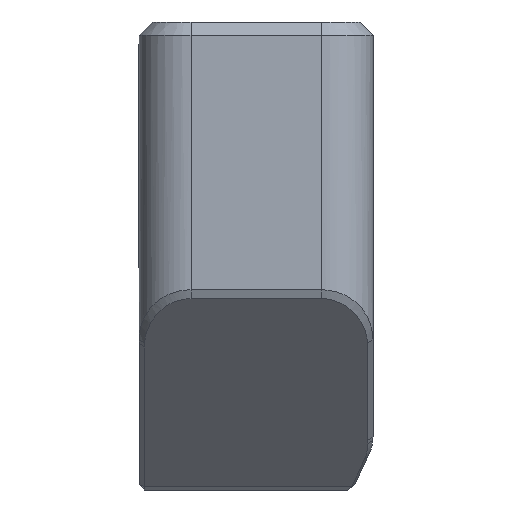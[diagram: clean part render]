
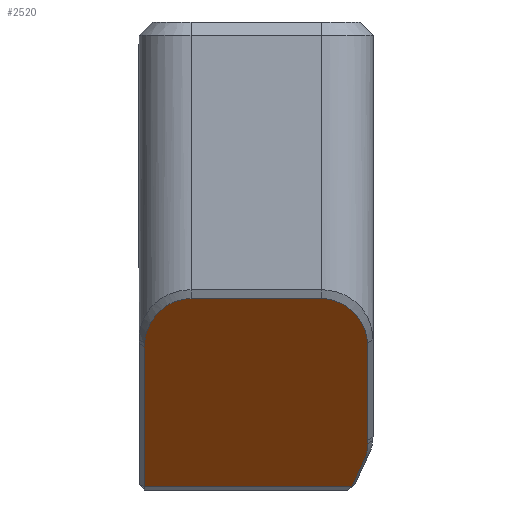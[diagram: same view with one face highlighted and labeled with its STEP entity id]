
A CAD part, left-side view. The second image highlights one B-rep face of the part: STEP entity #2520.
In plain terms, the highlighted planar face has unit normal (-0.707, 0, -0.707).
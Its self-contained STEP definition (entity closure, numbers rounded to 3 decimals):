
#221=B_SPLINE_CURVE_WITH_KNOTS('',3,(#9401,#9402,#9403,#9404),
 .UNSPECIFIED.,.F.,.F.,(4,4),(-1.571,-1.226),
 .UNSPECIFIED.);
#222=B_SPLINE_CURVE_WITH_KNOTS('',3,(#9406,#9407,#9408,#9409),
 .UNSPECIFIED.,.F.,.F.,(4,4),(-0.22,-0.18),
 .UNSPECIFIED.);
#223=B_SPLINE_CURVE_WITH_KNOTS('',3,(#9413,#9414,#9415,#9416,#9417,#9418),
 .UNSPECIFIED.,.F.,.F.,(4,1,1,4),(-6.283,-5.855,-5.426,
-4.785),.UNSPECIFIED.);
#224=B_SPLINE_CURVE_WITH_KNOTS('',3,(#9422,#9423,#9424,#9425,#9426),
 .UNSPECIFIED.,.F.,.F.,(4,1,4),(-1.5,-0.643,0.),
 .UNSPECIFIED.);
#225=B_SPLINE_CURVE_WITH_KNOTS('',3,(#9428,#9429,#9430,#9431),
 .UNSPECIFIED.,.F.,.F.,(4,4),(-1.571,-1.5),
 .UNSPECIFIED.);
#226=B_SPLINE_CURVE_WITH_KNOTS('',3,(#9438,#9439,#9440,#9441),
 .UNSPECIFIED.,.F.,.F.,(4,4),(-1.226,-1.134),
 .UNSPECIFIED.);
#349=FACE_OUTER_BOUND('',#495,.T.);
#495=EDGE_LOOP('',(#2227,#2228,#2229,#2230,#2231,#2232,#2233,#2234,#2235,
#2236,#2237));
#721=LINE('',#9411,#952);
#722=LINE('',#9420,#953);
#723=LINE('',#9433,#954);
#724=LINE('',#9435,#955);
#725=LINE('',#9437,#956);
#952=VECTOR('',#3150,10.);
#953=VECTOR('',#3151,10.);
#954=VECTOR('',#3152,10.);
#955=VECTOR('',#3153,10.);
#956=VECTOR('',#3154,10.);
#1195=VERTEX_POINT('',#9399);
#1196=VERTEX_POINT('',#9400);
#1197=VERTEX_POINT('',#9405);
#1198=VERTEX_POINT('',#9410);
#1199=VERTEX_POINT('',#9412);
#1200=VERTEX_POINT('',#9419);
#1201=VERTEX_POINT('',#9421);
#1202=VERTEX_POINT('',#9427);
#1203=VERTEX_POINT('',#9432);
#1204=VERTEX_POINT('',#9434);
#1205=VERTEX_POINT('',#9436);
#1547=EDGE_CURVE('',#1195,#1196,#221,.T.);
#1548=EDGE_CURVE('',#1197,#1195,#222,.T.);
#1549=EDGE_CURVE('',#1198,#1197,#721,.T.);
#1550=EDGE_CURVE('',#1199,#1198,#223,.T.);
#1551=EDGE_CURVE('',#1200,#1199,#722,.T.);
#1552=EDGE_CURVE('',#1201,#1200,#224,.T.);
#1553=EDGE_CURVE('',#1202,#1201,#225,.T.);
#1554=EDGE_CURVE('',#1203,#1202,#723,.T.);
#1555=EDGE_CURVE('',#1204,#1203,#724,.T.);
#1556=EDGE_CURVE('',#1205,#1204,#725,.T.);
#1557=EDGE_CURVE('',#1196,#1205,#226,.T.);
#2227=ORIENTED_EDGE('',*,*,#1547,.F.);
#2228=ORIENTED_EDGE('',*,*,#1548,.F.);
#2229=ORIENTED_EDGE('',*,*,#1549,.F.);
#2230=ORIENTED_EDGE('',*,*,#1550,.F.);
#2231=ORIENTED_EDGE('',*,*,#1551,.F.);
#2232=ORIENTED_EDGE('',*,*,#1552,.F.);
#2233=ORIENTED_EDGE('',*,*,#1553,.F.);
#2234=ORIENTED_EDGE('',*,*,#1554,.F.);
#2235=ORIENTED_EDGE('',*,*,#1555,.F.);
#2236=ORIENTED_EDGE('',*,*,#1556,.F.);
#2237=ORIENTED_EDGE('',*,*,#1557,.F.);
#2389=PLANE('',#2680);
#2520=ADVANCED_FACE('',(#349),#2389,.T.);
#2680=AXIS2_PLACEMENT_3D('',#9398,#3148,#3149);
#3148=DIRECTION('center_axis',(-0.707,0.,
-0.707));
#3149=DIRECTION('ref_axis',(-0.707,0.,0.707));
#3150=DIRECTION('',(0.707,0.,-0.707));
#3151=DIRECTION('',(0.,-1.,0.));
#3152=DIRECTION('',(-0.707,0.,0.707));
#3153=DIRECTION('',(0.,1.,0.));
#3154=DIRECTION('',(0.672,0.313,-0.672));
#9398=CARTESIAN_POINT('Origin',(-39.826,19.,56.06));
#9399=CARTESIAN_POINT('',(-35.852,9.4,52.087));
#9400=CARTESIAN_POINT('',(-34.908,9.564,51.142));
#9401=CARTESIAN_POINT('Ctrl Pts',(-35.852,9.4,52.087));
#9402=CARTESIAN_POINT('Ctrl Pts',(-35.531,9.4,51.765));
#9403=CARTESIAN_POINT('Ctrl Pts',(-35.209,9.456,51.443));
#9404=CARTESIAN_POINT('Ctrl Pts',(-34.908,9.564,51.142));
#9405=CARTESIAN_POINT('',(-36.135,9.4,52.37));
#9406=CARTESIAN_POINT('Ctrl Pts',(-36.135,9.4,52.37));
#9407=CARTESIAN_POINT('Ctrl Pts',(-36.041,9.4,52.275));
#9408=CARTESIAN_POINT('Ctrl Pts',(-35.947,9.4,52.181));
#9409=CARTESIAN_POINT('Ctrl Pts',(-35.852,9.4,52.087));
#9410=CARTESIAN_POINT('',(-43.601,9.41,59.836));
#9411=CARTESIAN_POINT('',(-34.582,9.4,50.816));
#9412=CARTESIAN_POINT('',(-47.043,13.,63.277));
#9413=CARTESIAN_POINT('Ctrl Pts',(-47.043,13.,63.277));
#9414=CARTESIAN_POINT('Ctrl Pts',(-47.043,12.509,63.277));
#9415=CARTESIAN_POINT('Ctrl Pts',(-46.833,11.524,63.067));
#9416=CARTESIAN_POINT('Ctrl Pts',(-45.722,10.02,61.957));
#9417=CARTESIAN_POINT('Ctrl Pts',(-44.411,9.469,60.645));
#9418=CARTESIAN_POINT('Ctrl Pts',(-43.601,9.41,59.836));
#9419=CARTESIAN_POINT('',(-47.043,23.,63.277));
#9420=CARTESIAN_POINT('',(-47.043,18.5,63.277));
#9421=CARTESIAN_POINT('',(-43.594,26.591,59.829));
#9422=CARTESIAN_POINT('Ctrl Pts',(-43.594,26.591,59.829));
#9423=CARTESIAN_POINT('Ctrl Pts',(-44.677,26.514,60.911));
#9424=CARTESIAN_POINT('Ctrl Pts',(-46.481,25.499,62.715));
#9425=CARTESIAN_POINT('Ctrl Pts',(-47.043,23.736,63.277));
#9426=CARTESIAN_POINT('Ctrl Pts',(-47.043,23.,63.277));
#9427=CARTESIAN_POINT('',(-43.326,26.6,59.56));
#9428=CARTESIAN_POINT('Ctrl Pts',(-43.326,26.6,59.56));
#9429=CARTESIAN_POINT('Ctrl Pts',(-43.416,26.6,59.65));
#9430=CARTESIAN_POINT('Ctrl Pts',(-43.505,26.597,59.739));
#9431=CARTESIAN_POINT('Ctrl Pts',(-43.594,26.591,59.829));
#9432=CARTESIAN_POINT('',(-32.609,26.6,48.843));
#9433=CARTESIAN_POINT('',(-36.826,26.6,53.06));
#9434=CARTESIAN_POINT('',(-32.609,10.624,48.843));
#9435=CARTESIAN_POINT('',(-32.609,19.5,48.843));
#9436=CARTESIAN_POINT('',(-34.673,9.661,50.907));
#9437=CARTESIAN_POINT('',(-40.256,7.057,56.491));
#9438=CARTESIAN_POINT('Ctrl Pts',(-34.908,9.564,51.142));
#9439=CARTESIAN_POINT('Ctrl Pts',(-34.828,9.593,51.062));
#9440=CARTESIAN_POINT('Ctrl Pts',(-34.75,9.625,50.984));
#9441=CARTESIAN_POINT('Ctrl Pts',(-34.673,9.661,50.907));
